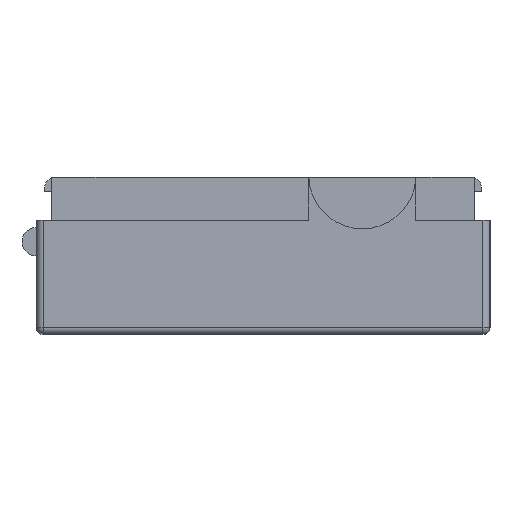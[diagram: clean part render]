
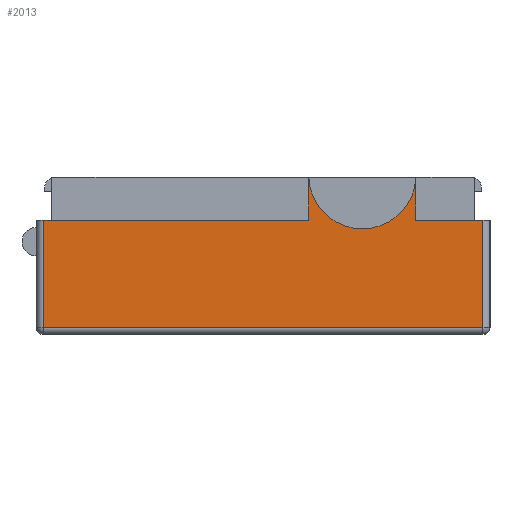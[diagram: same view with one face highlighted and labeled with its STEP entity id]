
A CAD part, left-side view. The second image highlights one B-rep face of the part: STEP entity #2013.
In plain terms, the highlighted planar face has unit normal (-1, 0, 0).
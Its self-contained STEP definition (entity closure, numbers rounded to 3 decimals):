
#23 = VECTOR ( 'NONE', #2265, 1000. ) ;
#62 = DIRECTION ( 'NONE',  ( 0., 0., -1. ) ) ;
#109 = CARTESIAN_POINT ( 'NONE',  ( -17.258, 28.238, 41.216 ) ) ;
#177 = CARTESIAN_POINT ( 'NONE',  ( -17.258, 46.821, 41.216 ) ) ;
#230 = AXIS2_PLACEMENT_3D ( 'NONE', #5780, #4168, #2040 ) ;
#434 = VERTEX_POINT ( 'NONE', #2336 ) ;
#467 = DIRECTION ( 'NONE',  ( 0., -1., 0. ) ) ;
#480 = CARTESIAN_POINT ( 'NONE',  ( -17.258, 46.821, 33.716 ) ) ;
#701 = ORIENTED_EDGE ( 'NONE', *, *, #2779, .F. ) ;
#857 = CARTESIAN_POINT ( 'NONE',  ( -17.258, 28.238, 44.216 ) ) ;
#1079 = CARTESIAN_POINT ( 'NONE',  ( -17.258, 46.821, 33.216 ) ) ;
#1202 = CIRCLE ( 'NONE', #5188, 3.75 ) ;
#1307 = EDGE_CURVE ( 'NONE', #5840, #4843, #4666, .T. ) ;
#1335 = CARTESIAN_POINT ( 'NONE',  ( -17.258, 16.051, 41.216 ) ) ;
#1618 = ORIENTED_EDGE ( 'NONE', *, *, #3996, .F. ) ;
#1638 = CARTESIAN_POINT ( 'NONE',  ( -17.258, 15.551, 41.216 ) ) ;
#1680 = CARTESIAN_POINT ( 'NONE',  ( -17.258, 15.551, 33.716 ) ) ;
#1762 = ORIENTED_EDGE ( 'NONE', *, *, #1307, .T. ) ;
#1786 = VERTEX_POINT ( 'NONE', #480 ) ;
#1809 = EDGE_CURVE ( 'NONE', #2950, #1786, #3857, .T. ) ;
#1998 = FACE_OUTER_BOUND ( 'NONE', #3317, .T. ) ;
#2013 = ADVANCED_FACE ( 'NONE', ( #1998 ), #3102, .F. ) ;
#2040 = DIRECTION ( 'NONE',  ( 0., 0., -1. ) ) ;
#2078 = VERTEX_POINT ( 'NONE', #857 ) ;
#2265 = DIRECTION ( 'NONE',  ( 0., 0., 1. ) ) ;
#2336 = CARTESIAN_POINT ( 'NONE',  ( -17.258, 28.238, 41.216 ) ) ;
#2346 = VECTOR ( 'NONE', #62, 1000. ) ;
#2418 = EDGE_CURVE ( 'NONE', #1786, #3894, #4396, .T. ) ;
#2587 = CARTESIAN_POINT ( 'NONE',  ( -17.258, 20.744, 41.216 ) ) ;
#2779 = EDGE_CURVE ( 'NONE', #2950, #434, #5921, .T. ) ;
#2889 = CARTESIAN_POINT ( 'NONE',  ( -17.258, 16.051, 33.216 ) ) ;
#2938 = CARTESIAN_POINT ( 'NONE',  ( -17.258, 20.744, 41.216 ) ) ;
#2950 = VERTEX_POINT ( 'NONE', #177 ) ;
#3102 = PLANE ( 'NONE',  #230 ) ;
#3261 = EDGE_CURVE ( 'NONE', #434, #2078, #4109, .T. ) ;
#3317 = EDGE_LOOP ( 'NONE', ( #701, #4114, #5639, #3355, #1618, #1762, #5381, #6375 ) ) ;
#3355 = ORIENTED_EDGE ( 'NONE', *, *, #5118, .T. ) ;
#3857 = LINE ( 'NONE', #1079, #2346 ) ;
#3894 = VERTEX_POINT ( 'NONE', #6879 ) ;
#3960 = LINE ( 'NONE', #2889, #3965 ) ;
#3965 = VECTOR ( 'NONE', #4536, 1000. ) ;
#3996 = EDGE_CURVE ( 'NONE', #5840, #4545, #4888, .T. ) ;
#4109 = LINE ( 'NONE', #109, #23 ) ;
#4114 = ORIENTED_EDGE ( 'NONE', *, *, #1809, .T. ) ;
#4117 = CARTESIAN_POINT ( 'NONE',  ( -17.258, 24.491, 44.366 ) ) ;
#4168 = DIRECTION ( 'NONE',  ( 1., 0., 0. ) ) ;
#4396 = LINE ( 'NONE', #1680, #5355 ) ;
#4536 = DIRECTION ( 'NONE',  ( 0., 0., 1. ) ) ;
#4545 = VERTEX_POINT ( 'NONE', #1335 ) ;
#4546 = DIRECTION ( 'NONE',  ( -1., 0., 0. ) ) ;
#4613 = EDGE_CURVE ( 'NONE', #2078, #4843, #1202, .T. ) ;
#4666 = LINE ( 'NONE', #2587, #5342 ) ;
#4766 = DIRECTION ( 'NONE',  ( 0., 0., 1. ) ) ;
#4843 = VERTEX_POINT ( 'NONE', #6011 ) ;
#4853 = VECTOR ( 'NONE', #6065, 1000. ) ;
#4885 = CARTESIAN_POINT ( 'NONE',  ( -17.258, 28.238, 41.216 ) ) ;
#4888 = LINE ( 'NONE', #1638, #4853 ) ;
#5118 = EDGE_CURVE ( 'NONE', #3894, #4545, #3960, .T. ) ;
#5120 = DIRECTION ( 'NONE',  ( 0., 0., 1. ) ) ;
#5188 = AXIS2_PLACEMENT_3D ( 'NONE', #4117, #4546, #5120 ) ;
#5342 = VECTOR ( 'NONE', #4766, 1000. ) ;
#5355 = VECTOR ( 'NONE', #6462, 1000. ) ;
#5381 = ORIENTED_EDGE ( 'NONE', *, *, #4613, .F. ) ;
#5639 = ORIENTED_EDGE ( 'NONE', *, *, #2418, .T. ) ;
#5780 = CARTESIAN_POINT ( 'NONE',  ( -17.258, 15.551, 33.216 ) ) ;
#5840 = VERTEX_POINT ( 'NONE', #2938 ) ;
#5921 = LINE ( 'NONE', #4885, #6210 ) ;
#6011 = CARTESIAN_POINT ( 'NONE',  ( -17.258, 20.744, 44.216 ) ) ;
#6065 = DIRECTION ( 'NONE',  ( 0., -1., 0. ) ) ;
#6210 = VECTOR ( 'NONE', #467, 1000. ) ;
#6375 = ORIENTED_EDGE ( 'NONE', *, *, #3261, .F. ) ;
#6462 = DIRECTION ( 'NONE',  ( 0., -1., 0. ) ) ;
#6879 = CARTESIAN_POINT ( 'NONE',  ( -17.258, 16.051, 33.716 ) ) ;
